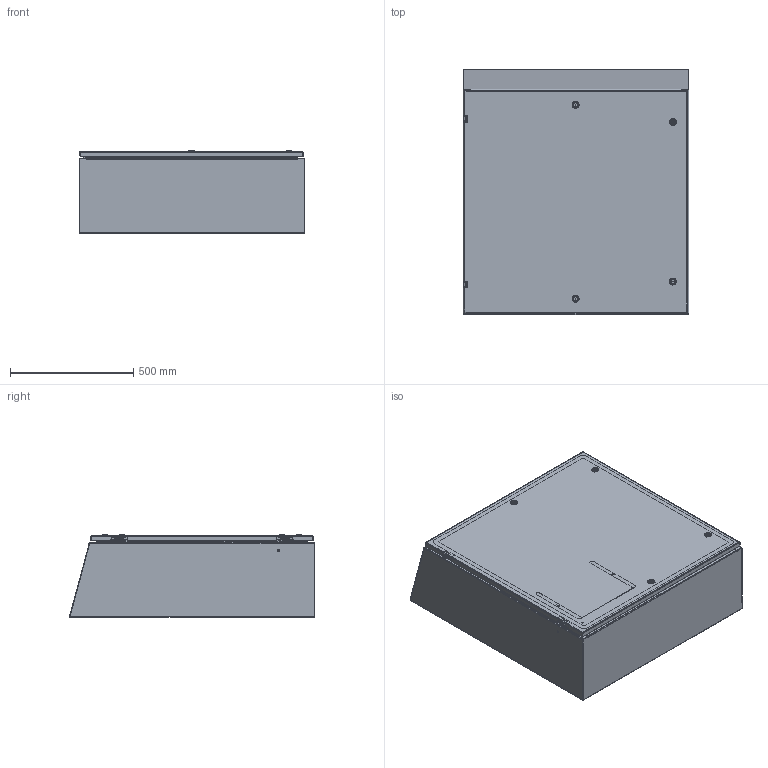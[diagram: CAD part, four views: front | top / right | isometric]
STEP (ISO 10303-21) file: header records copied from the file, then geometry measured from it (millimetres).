
FILE_DESCRIPTION (( 'STEP AP203' ), '1' );
FILE_NAME ('SCE-36EL3612SSST.step', '2021-02-09T16:01:53', ( 'ADC123' ), ( 'Microsoft' ), 'SwSTEP 2.0', 'SolidWorks 2019', '' );
FILE_SCHEMA (( 'CONFIG_CONTROL_DESIGN' ));
Products named in the file (1): SCE-36EL3612SSST
Bounding box: 914.4 x 995.11 x 336.05 mm (x, y, z)
Surface area: 8160810.1 mm2 (no closed solid volume)
Topology: 0 solids, 67 shells, 3910 faces, 10082 edges, 6300 vertices
Faces by surface type: plane 1855, cylinder 1049, bspline 880, cone 88, torus 38
Full cylindrical faces by diameter (mm): 3.454 x2, 3.962 x2, 3.978 x2, 4.318 x6, 4.369 x4, 4.978 x8, 5 x4, 5.156 x4, 5.182 x4, 5.2 x4, 5.5 x4, 5.537 x2, 6.198 x4, 6.299 x4, 6.35 x4, 6.363 x2, 6.756 x4, 7.137 x4, 8.433 x8, 9.296 x8, 9.322 x8, 9.525 x4, 9.9 x4, 10 x4, 11.112 x4, 12.7 x8, 12.8 x4, 13.5 x4, 14.288 x2, 16 x4
Entity records: 165330 total; most frequent: CARTESIAN_POINT 80678, ORIENTED_EDGE 18872, DIRECTION 15016, EDGE_CURVE 9442, VERTEX_POINT 6108, AXIS2_PLACEMENT_3D 5146, VECTOR 4724, LINE 4724
